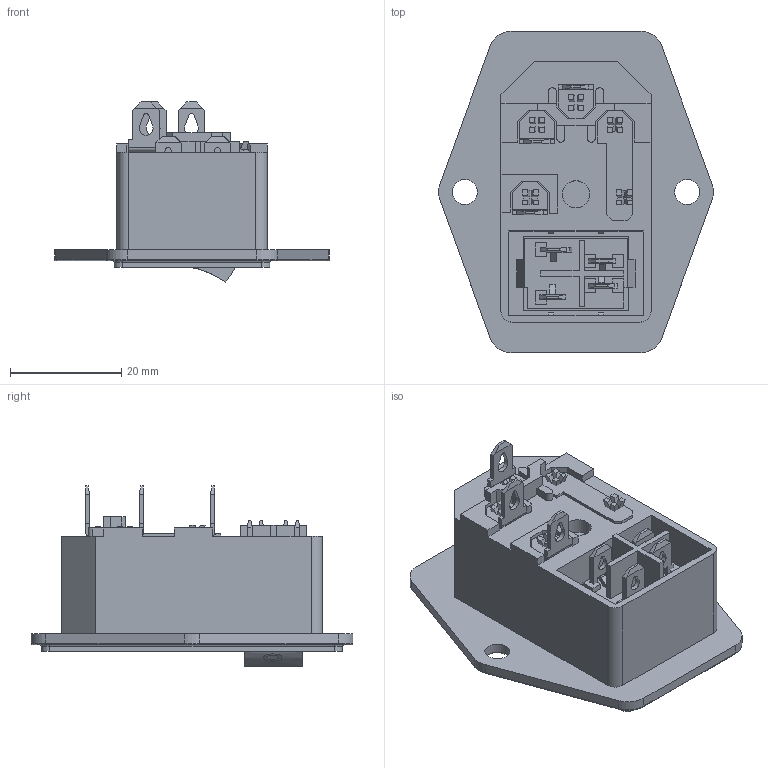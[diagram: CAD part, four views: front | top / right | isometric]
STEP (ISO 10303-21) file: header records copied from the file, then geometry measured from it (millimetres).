
FILE_DESCRIPTION(/* description */ ('STEP AP214'),/* implementation_level */ '2;1');
FILE_NAME(/* name */ 'IEC320-C14.stp',/* time_stamp */ '2021-08-02T20:57:16-07:00',/* author */ ('Jorian Brusind'),/* organization */ ('Hewlett-Packard Company'),/* preprocessor_version */ 'ST-DEVELOPER v18.1',/* originating_system */ 'Autodesk Inventor 2021',/* authorisation */ '');
FILE_SCHEMA (('AUTOMOTIVE_DESIGN { 1 0 10303 214 3 1 1 }'));
Length unit declared in the file: millimetre
Products named in the file (17): IEC320-C14; ilpm_case; fuse_clip_set; blade_15; blade_12; fuse-holder; fuse; switch; switch_base; rocker; sm_tab_type1a; sm_tab_type1b; sm_tab_type2a; sm_tab_type2b; spot; stamped_cond; correct_big_tab
Assembly tree (20 placements, depth 3):
  IEC320-C14
    ilpm_case
    fuse_clip_set
    blade_15
    blade_12  x2
    fuse-holder
    fuse
    switch
      switch_base
      rocker
      sm_tab_type1a
      sm_tab_type1b
      sm_tab_type2a
      sm_tab_type2b
    spot  x2
    stamped_cond
    correct_big_tab  x3
Bounding box: 49.49 x 57.9 x 32.4 mm (x, y, z)
Volume: 15132.5 mm3; surface area: 20734.2 mm2
Topology: 25 solids, 25 shells, 895 faces, 2418 edges, 1592 vertices
Faces by surface type: plane 686, cylinder 164, torus 20, bspline 15, cone 10
Full cylindrical faces by diameter (mm): 0.194 x1, 2 x2, 4.16 x1, 4.5 x2, 4.66 x1, 4.67 x2, 4.87 x1, 4.97 x2
Entity records: 27826 total; most frequent: CARTESIAN_POINT 6387, ORIENTED_EDGE 4326, DIRECTION 4216, EDGE_CURVE 2163, LINE 1716, VECTOR 1716, VERTEX_POINT 1425, AXIS2_PLACEMENT_3D 1250
